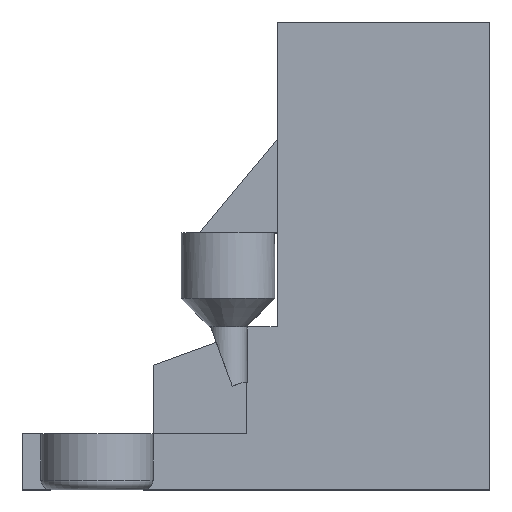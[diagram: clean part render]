
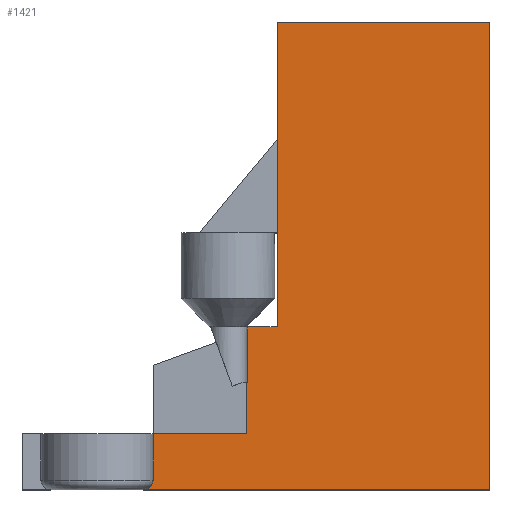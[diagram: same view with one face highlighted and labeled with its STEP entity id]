
A CAD part, top view. The second image highlights one B-rep face of the part: STEP entity #1421.
In plain terms, the highlighted planar face has unit normal (0, 0, 1).
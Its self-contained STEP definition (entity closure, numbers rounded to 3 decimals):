
#110=FACE_OUTER_BOUND('',#187,.T.);
#187=EDGE_LOOP('',(#1219,#1220,#1221,#1222,#1223,#1224,#1225,#1226,#1227,
#1228,#1229));
#235=LINE('',#2084,#389);
#267=LINE('',#2147,#421);
#270=LINE('',#2154,#424);
#273=LINE('',#2159,#427);
#277=LINE('',#2167,#431);
#282=LINE('',#2176,#436);
#320=LINE('',#2299,#474);
#334=LINE('',#2330,#488);
#336=LINE('',#2334,#490);
#340=LINE('',#2343,#494);
#389=VECTOR('',#1664,10.);
#421=VECTOR('',#1712,10.);
#424=VECTOR('',#1717,10.);
#427=VECTOR('',#1722,10.);
#431=VECTOR('',#1732,10.);
#436=VECTOR('',#1739,10.);
#474=VECTOR('',#1871,10.);
#488=VECTOR('',#1903,10.);
#490=VECTOR('',#1907,10.);
#494=VECTOR('',#1917,10.);
#537=CIRCLE('',#1557,10.);
#579=VERTEX_POINT('',#2081);
#580=VERTEX_POINT('',#2083);
#602=VERTEX_POINT('',#2144);
#603=VERTEX_POINT('',#2146);
#605=VERTEX_POINT('',#2151);
#606=VERTEX_POINT('',#2153);
#608=VERTEX_POINT('',#2166);
#611=VERTEX_POINT('',#2174);
#657=VERTEX_POINT('',#2329);
#658=VERTEX_POINT('',#2333);
#659=VERTEX_POINT('',#2337);
#720=EDGE_CURVE('',#580,#579,#235,.T.);
#752=EDGE_CURVE('',#603,#602,#267,.T.);
#755=EDGE_CURVE('',#606,#605,#270,.T.);
#758=EDGE_CURVE('',#579,#606,#273,.T.);
#762=EDGE_CURVE('',#608,#580,#277,.T.);
#767=EDGE_CURVE('',#602,#611,#282,.T.);
#830=EDGE_CURVE('',#605,#603,#320,.T.);
#846=EDGE_CURVE('',#657,#608,#334,.T.);
#848=EDGE_CURVE('',#658,#657,#336,.T.);
#850=EDGE_CURVE('',#659,#658,#537,.T.);
#853=EDGE_CURVE('',#611,#659,#340,.T.);
#1219=ORIENTED_EDGE('',*,*,#767,.T.);
#1220=ORIENTED_EDGE('',*,*,#853,.T.);
#1221=ORIENTED_EDGE('',*,*,#850,.T.);
#1222=ORIENTED_EDGE('',*,*,#848,.T.);
#1223=ORIENTED_EDGE('',*,*,#846,.T.);
#1224=ORIENTED_EDGE('',*,*,#762,.T.);
#1225=ORIENTED_EDGE('',*,*,#720,.T.);
#1226=ORIENTED_EDGE('',*,*,#758,.T.);
#1227=ORIENTED_EDGE('',*,*,#755,.T.);
#1228=ORIENTED_EDGE('',*,*,#830,.T.);
#1229=ORIENTED_EDGE('',*,*,#752,.T.);
#1352=PLANE('',#1559);
#1421=ADVANCED_FACE('',(#110),#1352,.T.);
#1557=AXIS2_PLACEMENT_3D('',#2338,#1911,#1912);
#1559=AXIS2_PLACEMENT_3D('',#2344,#1918,#1919);
#1664=DIRECTION('',(0.,-1.,0.));
#1712=DIRECTION('',(0.,-1.,0.));
#1717=DIRECTION('',(0.,-1.,0.));
#1722=DIRECTION('',(-1.,0.,0.));
#1732=DIRECTION('',(-1.,0.,0.));
#1739=DIRECTION('',(-1.,0.,0.));
#1871=DIRECTION('',(-1.,0.,0.));
#1903=DIRECTION('',(0.,1.,0.));
#1907=DIRECTION('',(1.,0.,0.));
#1911=DIRECTION('center_axis',(0.,0.,-1.));
#1912=DIRECTION('ref_axis',(0.,1.,0.));
#1917=DIRECTION('',(0.,-1.,0.));
#1918=DIRECTION('center_axis',(0.,0.,1.));
#1919=DIRECTION('ref_axis',(1.,0.,0.));
#2081=CARTESIAN_POINT('',(192.676,113.93,100.));
#2083=CARTESIAN_POINT('',(192.676,440.,100.));
#2084=CARTESIAN_POINT('',(192.676,440.,100.));
#2144=CARTESIAN_POINT('',(160.,0.,100.));
#2146=CARTESIAN_POINT('',(160.,54.577,100.));
#2147=CARTESIAN_POINT('',(160.,54.577,100.));
#2151=CARTESIAN_POINT('',(160.676,54.577,100.));
#2153=CARTESIAN_POINT('',(160.676,113.93,100.));
#2154=CARTESIAN_POINT('',(160.676,113.93,100.));
#2159=CARTESIAN_POINT('',(192.676,113.93,100.));
#2166=CARTESIAN_POINT('',(420.,440.,100.));
#2167=CARTESIAN_POINT('',(420.,440.,100.));
#2174=CARTESIAN_POINT('',(60.,0.,100.));
#2176=CARTESIAN_POINT('',(420.,0.,100.));
#2299=CARTESIAN_POINT('',(160.676,54.577,100.));
#2329=CARTESIAN_POINT('',(420.,-60.,100.));
#2330=CARTESIAN_POINT('',(420.,-60.,100.));
#2333=CARTESIAN_POINT('',(50.,-60.,100.));
#2334=CARTESIAN_POINT('',(-80.,-60.,100.));
#2337=CARTESIAN_POINT('',(60.,-50.,100.));
#2338=CARTESIAN_POINT('Origin',(50.,-50.,100.));
#2343=CARTESIAN_POINT('',(60.,0.,100.));
#2344=CARTESIAN_POINT('Origin',(235.,-30.,100.));
